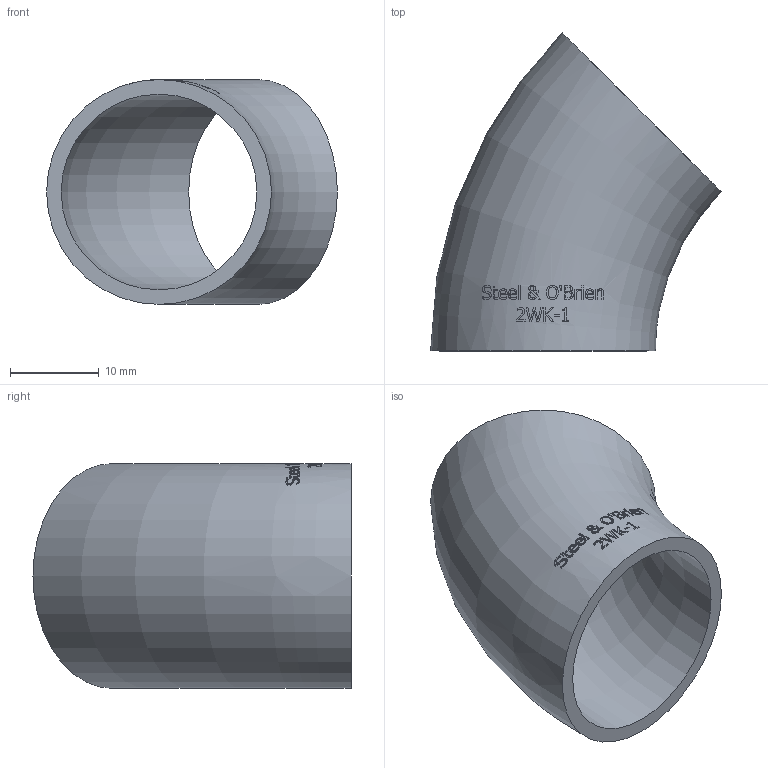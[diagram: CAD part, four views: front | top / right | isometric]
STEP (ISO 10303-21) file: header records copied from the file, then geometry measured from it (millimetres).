
FILE_DESCRIPTION(/* description */ (''),/* implementation_level */ '2;1');
FILE_NAME(/* name */ '2WK-1.stp',/* time_stamp */ '2019-07-26T14:17:24-04:00',/* author */ ('rick'),/* organization */ (''),/* preprocessor_version */ 'ST-DEVELOPER v15.2',/* originating_system */ 'Autodesk Inventor 2014',/* authorisation */ '');
FILE_SCHEMA (('AUTOMOTIVE_DESIGN { 1 0 10303 214 3 1 1 }'));
Length unit declared in the file: inch
Products named in the file (1): 2WK-1
Bounding box: 32.84 x 35.92 x 25.4 mm (x, y, z)
Volume: 3684.7 mm3; surface area: 4726.3 mm2
Topology: 1 solids, 1 shells, 287 faces, 774 edges, 516 vertices
Faces by surface type: bspline 131, plane 127, torus 29
Entity records: 11565 total; most frequent: CARTESIAN_POINT 5700, ORIENTED_EDGE 1544, EDGE_CURVE 772, DIRECTION 578, VERTEX_POINT 516, B_SPLINE_CURVE_WITH_KNOTS 512, EDGE_LOOP 318, ADVANCED_FACE 287
